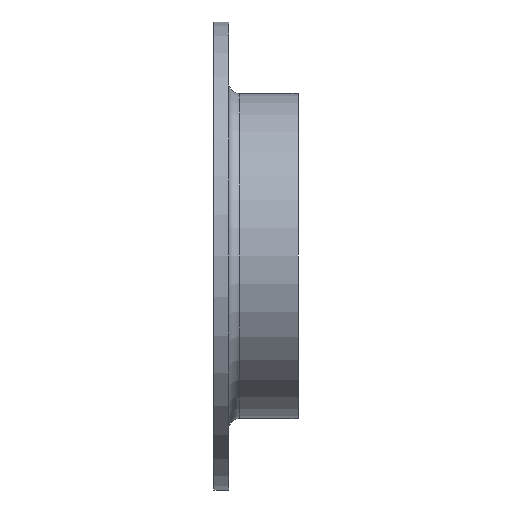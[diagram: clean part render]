
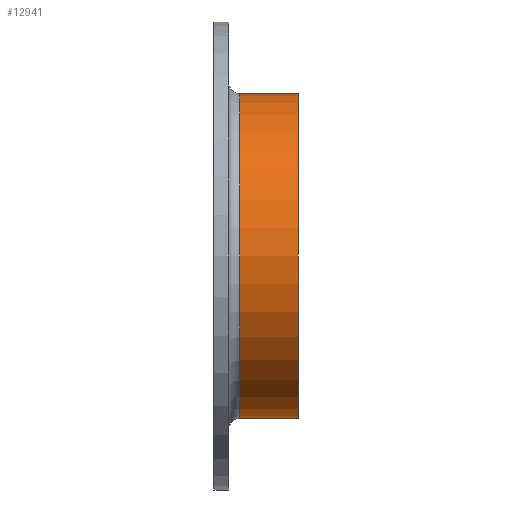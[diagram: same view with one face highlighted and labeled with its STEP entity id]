
A CAD part, front view. The second image highlights one B-rep face of the part: STEP entity #12941.
In plain terms, the highlighted cylindrical face has radius 44.45 mm (diameter 88.9 mm), a full revolution.
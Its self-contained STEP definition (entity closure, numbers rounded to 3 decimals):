
#306 = DIRECTION ( 'NONE',  ( 0., 0., 1. ) ) ;
#985 = VERTEX_POINT ( 'NONE', #4980 ) ;
#1625 = CARTESIAN_POINT ( 'NONE',  ( 23., 0., 0. ) ) ;
#1878 = DIRECTION ( 'NONE',  ( -1., 0., 0. ) ) ;
#2582 = ORIENTED_EDGE ( 'NONE', *, *, #3138, .T. ) ;
#2900 = CIRCLE ( 'NONE', #5936, 44.45 ) ;
#3138 = EDGE_CURVE ( 'NONE', #985, #985, #2900, .T. ) ;
#4843 = EDGE_LOOP ( 'NONE', ( #15015 ) ) ;
#4980 = CARTESIAN_POINT ( 'NONE',  ( 23., 0., 44.45 ) ) ;
#5640 = AXIS2_PLACEMENT_3D ( 'NONE', #7659, #15692, #10273 ) ;
#5936 = AXIS2_PLACEMENT_3D ( 'NONE', #1625, #1878, #7059 ) ;
#6730 = CIRCLE ( 'NONE', #16669, 44.45 ) ;
#7059 = DIRECTION ( 'NONE',  ( 0., 0., 1. ) ) ;
#7659 = CARTESIAN_POINT ( 'NONE',  ( 0., 0., 0. ) ) ;
#9380 = CARTESIAN_POINT ( 'NONE',  ( 7., 0., 0. ) ) ;
#9451 = EDGE_LOOP ( 'NONE', ( #2582 ) ) ;
#10273 = DIRECTION ( 'NONE',  ( 0., 0., 1. ) ) ;
#10449 = FACE_OUTER_BOUND ( 'NONE', #9451, .T. ) ;
#10780 = DIRECTION ( 'NONE',  ( 1., 0., 0. ) ) ;
#11495 = CARTESIAN_POINT ( 'NONE',  ( 7., 0., 44.45 ) ) ;
#12941 = ADVANCED_FACE ( 'NONE', ( #14121, #10449 ), #14482, .T. ) ;
#13213 = EDGE_CURVE ( 'NONE', #16635, #16635, #6730, .T. ) ;
#14121 = FACE_OUTER_BOUND ( 'NONE', #4843, .T. ) ;
#14482 = CYLINDRICAL_SURFACE ( 'NONE', #5640, 44.45 ) ;
#15015 = ORIENTED_EDGE ( 'NONE', *, *, #13213, .T. ) ;
#15692 = DIRECTION ( 'NONE',  ( -1., 0., 0. ) ) ;
#16635 = VERTEX_POINT ( 'NONE', #11495 ) ;
#16669 = AXIS2_PLACEMENT_3D ( 'NONE', #9380, #10780, #306 ) ;
